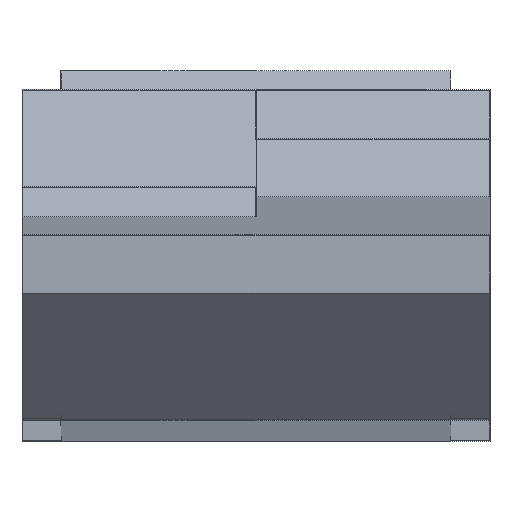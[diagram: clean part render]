
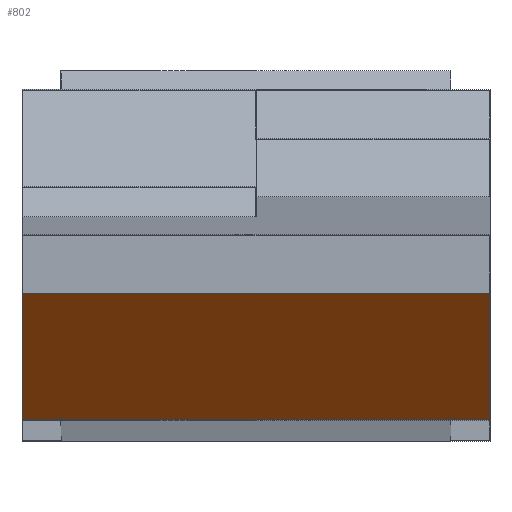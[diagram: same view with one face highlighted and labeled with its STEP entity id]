
A CAD part, top view. The second image highlights one B-rep face of the part: STEP entity #802.
In plain terms, the highlighted planar face has unit normal (0, -0.707, 0.707).
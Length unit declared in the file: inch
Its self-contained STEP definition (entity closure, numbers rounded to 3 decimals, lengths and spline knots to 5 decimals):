
#166 = EDGE_CURVE ( 'NONE', #1413, #975, #3239, .T. ) ;
#172 = VERTEX_POINT ( 'NONE', #945 ) ;
#262 = CARTESIAN_POINT ( 'NONE',  ( 20., -23., 36. ) ) ;
#332 = EDGE_CURVE ( 'NONE', #172, #958, #2445, .T. ) ;
#417 = EDGE_LOOP ( 'NONE', ( #791, #2756, #2840, #1446, #1178, #2238 ) ) ;
#450 = PLANE ( 'NONE',  #3118 ) ;
#456 = VERTEX_POINT ( 'NONE', #2049 ) ;
#460 = VECTOR ( 'NONE', #2898, 39.37008 ) ;
#513 = LINE ( 'NONE', #2463, #1415 ) ;
#575 = CARTESIAN_POINT ( 'NONE',  ( 24., -10., 49. ) ) ;
#791 = ORIENTED_EDGE ( 'NONE', *, *, #166, .T. ) ;
#802 = ADVANCED_FACE ( 'NONE', ( #2987 ), #450, .T. ) ;
#945 = CARTESIAN_POINT ( 'NONE',  ( 24., -23., 36. ) ) ;
#958 = VERTEX_POINT ( 'NONE', #262 ) ;
#975 = VERTEX_POINT ( 'NONE', #1200 ) ;
#1030 = CARTESIAN_POINT ( 'NONE',  ( 24., -29.5, 29.5 ) ) ;
#1053 = CARTESIAN_POINT ( 'NONE',  ( 24., -23., 36. ) ) ;
#1178 = ORIENTED_EDGE ( 'NONE', *, *, #332, .F. ) ;
#1200 = CARTESIAN_POINT ( 'NONE',  ( -24., -10., 49. ) ) ;
#1345 = DIRECTION ( 'NONE',  ( 0., -0.707, 0.707 ) ) ;
#1413 = VERTEX_POINT ( 'NONE', #575 ) ;
#1415 = VECTOR ( 'NONE', #1865, 39.37008 ) ;
#1446 = ORIENTED_EDGE ( 'NONE', *, *, #3078, .F. ) ;
#1593 = VECTOR ( 'NONE', #1887, 39.37008 ) ;
#1617 = LINE ( 'NONE', #2464, #2713 ) ;
#1717 = EDGE_CURVE ( 'NONE', #3386, #456, #513, .T. ) ;
#1788 = CARTESIAN_POINT ( 'NONE',  ( 24., -10., 49. ) ) ;
#1846 = DIRECTION ( 'NONE',  ( -1., 0., 0. ) ) ;
#1865 = DIRECTION ( 'NONE',  ( -1., 0., 0. ) ) ;
#1887 = DIRECTION ( 'NONE',  ( -1., 0., 0. ) ) ;
#1906 = DIRECTION ( 'NONE',  ( -1., 0., 0. ) ) ;
#2002 = VECTOR ( 'NONE', #3450, 39.37008 ) ;
#2032 = EDGE_CURVE ( 'NONE', #456, #975, #3461, .T. ) ;
#2049 = CARTESIAN_POINT ( 'NONE',  ( -24., -23., 36. ) ) ;
#2238 = ORIENTED_EDGE ( 'NONE', *, *, #2994, .T. ) ;
#2389 = LINE ( 'NONE', #3154, #2002 ) ;
#2445 = LINE ( 'NONE', #1053, #1593 ) ;
#2463 = CARTESIAN_POINT ( 'NONE',  ( 24., -23., 36. ) ) ;
#2464 = CARTESIAN_POINT ( 'NONE',  ( 96.69113, -23., 36. ) ) ;
#2641 = CARTESIAN_POINT ( 'NONE',  ( -24., -29.5, 29.5 ) ) ;
#2713 = VECTOR ( 'NONE', #1906, 39.37008 ) ;
#2756 = ORIENTED_EDGE ( 'NONE', *, *, #2032, .F. ) ;
#2840 = ORIENTED_EDGE ( 'NONE', *, *, #1717, .F. ) ;
#2898 = DIRECTION ( 'NONE',  ( 0., 0.707, 0.707 ) ) ;
#2987 = FACE_OUTER_BOUND ( 'NONE', #417, .T. ) ;
#2994 = EDGE_CURVE ( 'NONE', #172, #1413, #2389, .T. ) ;
#3072 = VECTOR ( 'NONE', #1846, 39.37008 ) ;
#3078 = EDGE_CURVE ( 'NONE', #958, #3386, #1617, .T. ) ;
#3118 = AXIS2_PLACEMENT_3D ( 'NONE', #1030, #1345, #3583 ) ;
#3154 = CARTESIAN_POINT ( 'NONE',  ( 24., -29.5, 29.5 ) ) ;
#3165 = CARTESIAN_POINT ( 'NONE',  ( -20., -23., 36. ) ) ;
#3239 = LINE ( 'NONE', #1788, #3072 ) ;
#3386 = VERTEX_POINT ( 'NONE', #3165 ) ;
#3450 = DIRECTION ( 'NONE',  ( 0., 0.707, 0.707 ) ) ;
#3461 = LINE ( 'NONE', #2641, #460 ) ;
#3583 = DIRECTION ( 'NONE',  ( 0., -0.707, -0.707 ) ) ;
